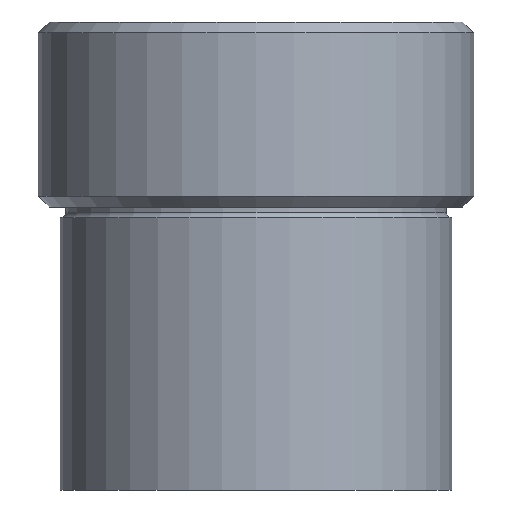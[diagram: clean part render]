
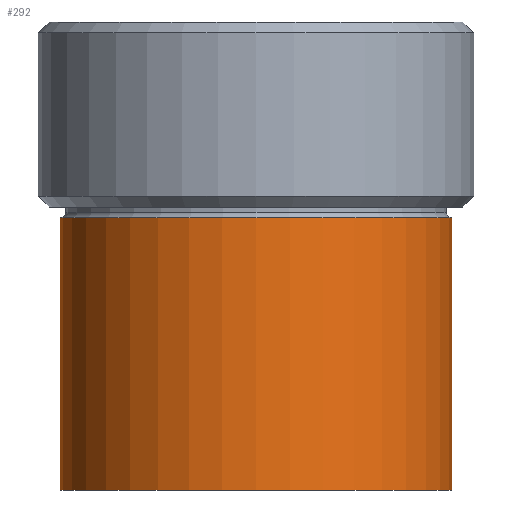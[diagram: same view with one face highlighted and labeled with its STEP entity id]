
A CAD part, front view. The second image highlights one B-rep face of the part: STEP entity #292.
In plain terms, the highlighted cylindrical face has radius 18 mm (diameter 36 mm), a partial arc.
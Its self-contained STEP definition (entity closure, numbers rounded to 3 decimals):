
#10 = CIRCLE ( 'NONE', #386, 18. ) ;
#22 = DIRECTION ( 'NONE',  ( 0., 0., 1. ) ) ;
#33 = EDGE_CURVE ( 'NONE', #478, #102, #229, .T. ) ;
#43 = VERTEX_POINT ( 'NONE', #219 ) ;
#47 = CIRCLE ( 'NONE', #472, 18. ) ;
#53 = EDGE_CURVE ( 'NONE', #43, #102, #47, .T. ) ;
#60 = EDGE_CURVE ( 'NONE', #256, #478, #10, .T. ) ;
#63 = FACE_OUTER_BOUND ( 'NONE', #258, .T. ) ;
#67 = CARTESIAN_POINT ( 'NONE',  ( -18., 0., 0. ) ) ;
#102 = VERTEX_POINT ( 'NONE', #530 ) ;
#104 = EDGE_CURVE ( 'NONE', #256, #43, #155, .T. ) ;
#110 = CYLINDRICAL_SURFACE ( 'NONE', #262, 18. ) ;
#123 = VECTOR ( 'NONE', #196, 1000. ) ;
#153 = CARTESIAN_POINT ( 'NONE',  ( 0., 0., 0. ) ) ;
#155 = LINE ( 'NONE', #67, #123 ) ;
#166 = CARTESIAN_POINT ( 'NONE',  ( 0., 0., -43. ) ) ;
#178 = VECTOR ( 'NONE', #527, 1000. ) ;
#196 = DIRECTION ( 'NONE',  ( 0., 0., 1. ) ) ;
#219 = CARTESIAN_POINT ( 'NONE',  ( -18., 0., -18. ) ) ;
#229 = LINE ( 'NONE', #260, #178 ) ;
#256 = VERTEX_POINT ( 'NONE', #309 ) ;
#258 = EDGE_LOOP ( 'NONE', ( #289, #517, #290, #376 ) ) ;
#260 = CARTESIAN_POINT ( 'NONE',  ( 18., 0., 0. ) ) ;
#262 = AXIS2_PLACEMENT_3D ( 'NONE', #153, #22, #272 ) ;
#265 = CARTESIAN_POINT ( 'NONE',  ( 0., 0., -18. ) ) ;
#267 = CARTESIAN_POINT ( 'NONE',  ( 18., 0., -43. ) ) ;
#272 = DIRECTION ( 'NONE',  ( 1., 0., 0. ) ) ;
#289 = ORIENTED_EDGE ( 'NONE', *, *, #104, .F. ) ;
#290 = ORIENTED_EDGE ( 'NONE', *, *, #33, .T. ) ;
#292 = ADVANCED_FACE ( 'NONE', ( #63 ), #110, .T. ) ;
#309 = CARTESIAN_POINT ( 'NONE',  ( -18., 0., -43. ) ) ;
#344 = DIRECTION ( 'NONE',  ( 0., 0., 1. ) ) ;
#376 = ORIENTED_EDGE ( 'NONE', *, *, #53, .F. ) ;
#381 = DIRECTION ( 'NONE',  ( 0., 0., 1. ) ) ;
#386 = AXIS2_PLACEMENT_3D ( 'NONE', #166, #344, #451 ) ;
#451 = DIRECTION ( 'NONE',  ( 1., 0., 0. ) ) ;
#472 = AXIS2_PLACEMENT_3D ( 'NONE', #265, #381, #492 ) ;
#478 = VERTEX_POINT ( 'NONE', #267 ) ;
#492 = DIRECTION ( 'NONE',  ( 1., 0., 0. ) ) ;
#517 = ORIENTED_EDGE ( 'NONE', *, *, #60, .T. ) ;
#527 = DIRECTION ( 'NONE',  ( 0., 0., 1. ) ) ;
#530 = CARTESIAN_POINT ( 'NONE',  ( 18., 0., -18. ) ) ;
